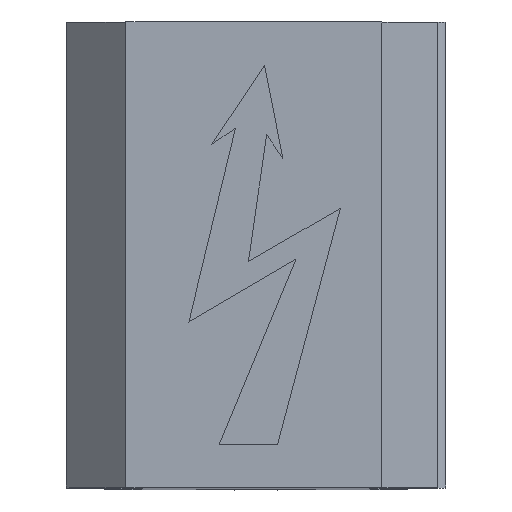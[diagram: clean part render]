
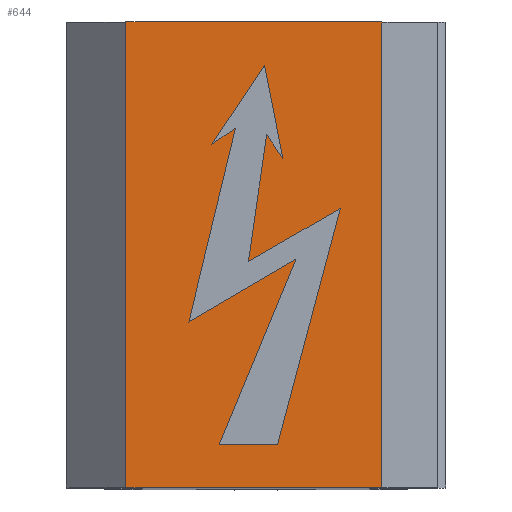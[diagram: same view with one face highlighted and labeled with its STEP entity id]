
A CAD part, top view. The second image highlights one B-rep face of the part: STEP entity #644.
In plain terms, the highlighted planar face has unit normal (0, 0, 1).
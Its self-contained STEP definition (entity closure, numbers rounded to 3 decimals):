
#541=AXIS2_PLACEMENT_3D('Plane Axis2P3D',#538,#539,#540) ;
#105=CARTESIAN_POINT('Vertex',(2.909,0.,11.1)) ;
#108=CARTESIAN_POINT('Line Origine',(1.729,0.,11.1)) ;
#112=CARTESIAN_POINT('Vertex',(0.55,0.,11.1)) ;
#475=CARTESIAN_POINT('Vertex',(0.55,4.3,11.1)) ;
#478=CARTESIAN_POINT('Line Origine',(1.729,4.3,11.1)) ;
#482=CARTESIAN_POINT('Vertex',(2.909,4.3,11.1)) ;
#524=CARTESIAN_POINT('Line Origine',(2.909,2.15,11.1)) ;
#538=CARTESIAN_POINT('Axis2P3D Location',(2.909,0.,11.1)) ;
#543=CARTESIAN_POINT('Line Origine',(0.55,2.15,11.1)) ;
#554=CARTESIAN_POINT('Line Origine',(1.764,1.255,11.1)) ;
#558=CARTESIAN_POINT('Vertex',(1.41,0.4,11.1)) ;
#560=CARTESIAN_POINT('Vertex',(2.119,2.11,11.1)) ;
#563=CARTESIAN_POINT('Line Origine',(1.624,1.82,11.1)) ;
#567=CARTESIAN_POINT('Vertex',(1.13,1.53,11.1)) ;
#570=CARTESIAN_POINT('Line Origine',(1.345,2.425,11.1)) ;
#574=CARTESIAN_POINT('Vertex',(1.56,3.32,11.1)) ;
#577=CARTESIAN_POINT('Line Origine',(1.45,3.245,11.1)) ;
#581=CARTESIAN_POINT('Vertex',(1.34,3.17,11.1)) ;
#584=CARTESIAN_POINT('Line Origine',(1.584,3.535,11.1)) ;
#588=CARTESIAN_POINT('Vertex',(1.829,3.9,11.1)) ;
#591=CARTESIAN_POINT('Line Origine',(1.914,3.47,11.1)) ;
#595=CARTESIAN_POINT('Vertex',(1.999,3.04,11.1)) ;
#598=CARTESIAN_POINT('Line Origine',(1.924,3.15,11.1)) ;
#602=CARTESIAN_POINT('Vertex',(1.849,3.26,11.1)) ;
#605=CARTESIAN_POINT('Line Origine',(1.764,2.675,11.1)) ;
#609=CARTESIAN_POINT('Vertex',(1.68,2.09,11.1)) ;
#612=CARTESIAN_POINT('Line Origine',(2.104,2.335,11.1)) ;
#616=CARTESIAN_POINT('Vertex',(2.529,2.58,11.1)) ;
#619=CARTESIAN_POINT('Line Origine',(2.239,1.49,11.1)) ;
#623=CARTESIAN_POINT('Vertex',(1.949,0.4,11.1)) ;
#626=CARTESIAN_POINT('Line Origine',(1.679,0.4,11.1)) ;
#109=DIRECTION('Vector Direction',(1.,0.,0.)) ;
#479=DIRECTION('Vector Direction',(1.,0.,0.)) ;
#525=DIRECTION('Vector Direction',(0.,1.,0.)) ;
#539=DIRECTION('Axis2P3D Direction',(0.,0.,-1.)) ;
#540=DIRECTION('Axis2P3D XDirection',(0.,-1.,0.)) ;
#544=DIRECTION('Vector Direction',(0.,1.,0.)) ;
#555=DIRECTION('Vector Direction',(0.383,0.924,0.)) ;
#564=DIRECTION('Vector Direction',(0.863,0.506,0.)) ;
#571=DIRECTION('Vector Direction',(-0.234,-0.972,0.)) ;
#578=DIRECTION('Vector Direction',(0.826,0.563,0.)) ;
#585=DIRECTION('Vector Direction',(0.556,0.831,0.)) ;
#592=DIRECTION('Vector Direction',(-0.194,0.981,0.)) ;
#599=DIRECTION('Vector Direction',(-0.563,0.826,0.)) ;
#606=DIRECTION('Vector Direction',(0.143,0.99,0.)) ;
#613=DIRECTION('Vector Direction',(0.866,0.5,0.)) ;
#620=DIRECTION('Vector Direction',(0.257,0.966,0.)) ;
#627=DIRECTION('Vector Direction',(1.,0.,0.)) ;
#110=VECTOR('Line Direction',#109,1.) ;
#480=VECTOR('Line Direction',#479,1.) ;
#526=VECTOR('Line Direction',#525,1.) ;
#545=VECTOR('Line Direction',#544,1.) ;
#556=VECTOR('Line Direction',#555,1.) ;
#565=VECTOR('Line Direction',#564,1.) ;
#572=VECTOR('Line Direction',#571,1.) ;
#579=VECTOR('Line Direction',#578,1.) ;
#586=VECTOR('Line Direction',#585,1.) ;
#593=VECTOR('Line Direction',#592,1.) ;
#600=VECTOR('Line Direction',#599,1.) ;
#607=VECTOR('Line Direction',#606,1.) ;
#614=VECTOR('Line Direction',#613,1.) ;
#621=VECTOR('Line Direction',#620,1.) ;
#628=VECTOR('Line Direction',#627,1.) ;
#549=ORIENTED_EDGE('',*,*,#114,.T.) ;
#550=ORIENTED_EDGE('',*,*,#528,.T.) ;
#551=ORIENTED_EDGE('',*,*,#484,.F.) ;
#552=ORIENTED_EDGE('',*,*,#547,.F.) ;
#632=ORIENTED_EDGE('',*,*,#562,.T.) ;
#633=ORIENTED_EDGE('',*,*,#569,.F.) ;
#634=ORIENTED_EDGE('',*,*,#576,.F.) ;
#635=ORIENTED_EDGE('',*,*,#583,.F.) ;
#636=ORIENTED_EDGE('',*,*,#590,.T.) ;
#637=ORIENTED_EDGE('',*,*,#597,.F.) ;
#638=ORIENTED_EDGE('',*,*,#604,.T.) ;
#639=ORIENTED_EDGE('',*,*,#611,.F.) ;
#640=ORIENTED_EDGE('',*,*,#618,.T.) ;
#641=ORIENTED_EDGE('',*,*,#625,.F.) ;
#642=ORIENTED_EDGE('',*,*,#630,.F.) ;
#643=FACE_BOUND('',#631,.T.) ;
#644=ADVANCED_FACE('Koerper.2',(#553,#643),#542,.F.) ;
#114=EDGE_CURVE('',#113,#106,#111,.T.) ;
#484=EDGE_CURVE('',#476,#483,#481,.T.) ;
#528=EDGE_CURVE('',#106,#483,#527,.T.) ;
#547=EDGE_CURVE('',#113,#476,#546,.T.) ;
#562=EDGE_CURVE('',#559,#561,#557,.T.) ;
#569=EDGE_CURVE('',#568,#561,#566,.T.) ;
#576=EDGE_CURVE('',#575,#568,#573,.T.) ;
#583=EDGE_CURVE('',#582,#575,#580,.T.) ;
#590=EDGE_CURVE('',#582,#589,#587,.T.) ;
#597=EDGE_CURVE('',#596,#589,#594,.T.) ;
#604=EDGE_CURVE('',#596,#603,#601,.T.) ;
#611=EDGE_CURVE('',#610,#603,#608,.T.) ;
#618=EDGE_CURVE('',#610,#617,#615,.T.) ;
#625=EDGE_CURVE('',#624,#617,#622,.T.) ;
#630=EDGE_CURVE('',#559,#624,#629,.T.) ;
#548=EDGE_LOOP('',(#549,#550,#551,#552)) ;
#631=EDGE_LOOP('',(#632,#633,#634,#635,#636,#637,#638,#639,#640,#641,#642)) ;
#553=FACE_OUTER_BOUND('',#548,.T.) ;
#111=LINE('Line',#108,#110) ;
#481=LINE('Line',#478,#480) ;
#527=LINE('Line',#524,#526) ;
#546=LINE('Line',#543,#545) ;
#557=LINE('Line',#554,#556) ;
#566=LINE('Line',#563,#565) ;
#573=LINE('Line',#570,#572) ;
#580=LINE('Line',#577,#579) ;
#587=LINE('Line',#584,#586) ;
#594=LINE('Line',#591,#593) ;
#601=LINE('Line',#598,#600) ;
#608=LINE('Line',#605,#607) ;
#615=LINE('Line',#612,#614) ;
#622=LINE('Line',#619,#621) ;
#629=LINE('Line',#626,#628) ;
#542=PLANE('',#541) ;
#106=VERTEX_POINT('',#105) ;
#113=VERTEX_POINT('',#112) ;
#476=VERTEX_POINT('',#475) ;
#483=VERTEX_POINT('',#482) ;
#559=VERTEX_POINT('',#558) ;
#561=VERTEX_POINT('',#560) ;
#568=VERTEX_POINT('',#567) ;
#575=VERTEX_POINT('',#574) ;
#582=VERTEX_POINT('',#581) ;
#589=VERTEX_POINT('',#588) ;
#596=VERTEX_POINT('',#595) ;
#603=VERTEX_POINT('',#602) ;
#610=VERTEX_POINT('',#609) ;
#617=VERTEX_POINT('',#616) ;
#624=VERTEX_POINT('',#623) ;
